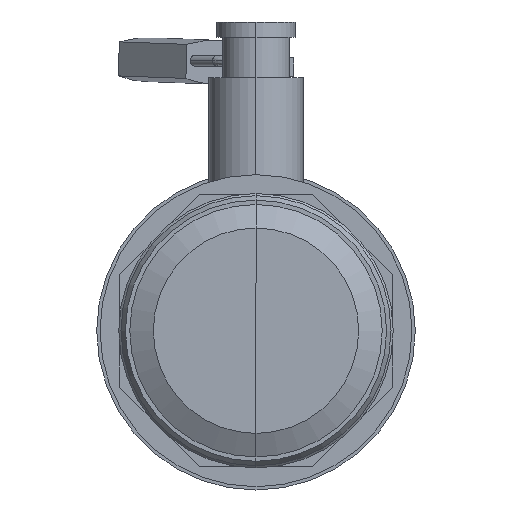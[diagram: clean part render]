
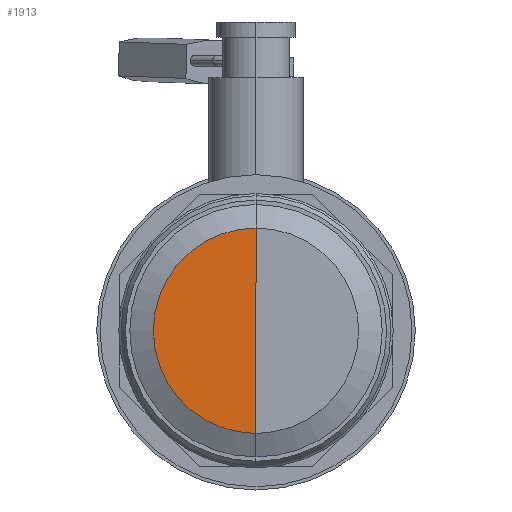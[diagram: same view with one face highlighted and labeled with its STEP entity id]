
A CAD part, left-side view. The second image highlights one B-rep face of the part: STEP entity #1913.
In plain terms, the highlighted planar face has unit normal (-1, 0, 0).
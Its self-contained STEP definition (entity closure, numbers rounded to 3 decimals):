
#220=FACE_OUTER_BOUND('',#346,.T.);
#346=EDGE_LOOP('',(#1300,#1301));
#471=LINE('',#3007,#629);
#629=VECTOR('',#2352,304.8);
#786=CIRCLE('',#2065,27.263);
#870=VERTEX_POINT('',#2999);
#871=VERTEX_POINT('',#3000);
#1023=EDGE_CURVE('',#870,#871,#786,.T.);
#1027=EDGE_CURVE('',#870,#871,#471,.T.);
#1300=ORIENTED_EDGE('',*,*,#1027,.T.);
#1301=ORIENTED_EDGE('',*,*,#1023,.F.);
#1700=PLANE('',#2068);
#1913=ADVANCED_FACE('',(#220),#1700,.T.);
#2065=AXIS2_PLACEMENT_3D('',#3001,#2342,#2343);
#2068=AXIS2_PLACEMENT_3D('',#3006,#2350,#2351);
#2342=DIRECTION('center_axis',(1.,0.,0.));
#2343=DIRECTION('ref_axis',(0.,0.,1.));
#2350=DIRECTION('center_axis',(-1.,0.,0.));
#2351=DIRECTION('ref_axis',(0.,0.,1.));
#2352=DIRECTION('',(0.,0.,1.));
#2999=CARTESIAN_POINT('',(-122.5,0.,-27.263));
#3000=CARTESIAN_POINT('',(-122.5,0.,27.263));
#3001=CARTESIAN_POINT('Origin',(-122.5,0.,0.));
#3006=CARTESIAN_POINT('Origin',(-122.5,0.,0.));
#3007=CARTESIAN_POINT('',(-122.5,0.,0.));
